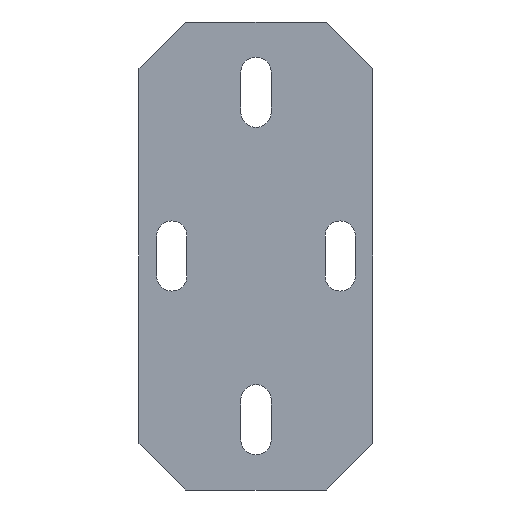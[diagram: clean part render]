
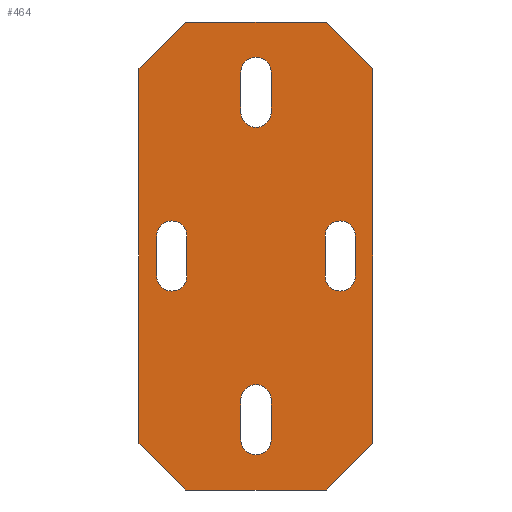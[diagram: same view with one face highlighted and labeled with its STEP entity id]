
A CAD part, front view. The second image highlights one B-rep face of the part: STEP entity #464.
In plain terms, the highlighted planar face has unit normal (0, -1, 0).
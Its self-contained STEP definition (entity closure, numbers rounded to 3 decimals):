
#1=DIRECTION('',(-0.707,0.,-0.707));
#2=VECTOR('',#1,28.284);
#3=CARTESIAN_POINT('',(-30.,0.,100.));
#4=LINE('',#3,#2);
#5=DIRECTION('',(-0.707,0.,0.707));
#6=VECTOR('',#5,28.284);
#7=CARTESIAN_POINT('',(50.,0.,80.));
#8=LINE('',#7,#6);
#9=DIRECTION('',(0.707,0.,0.707));
#10=VECTOR('',#9,28.284);
#11=CARTESIAN_POINT('',(30.,0.,-100.));
#12=LINE('',#11,#10);
#13=DIRECTION('',(0.707,0.,-0.707));
#14=VECTOR('',#13,28.284);
#15=CARTESIAN_POINT('',(-50.,0.,-80.));
#16=LINE('',#15,#14);
#17=DIRECTION('',(0.,0.,-1.));
#18=VECTOR('',#17,160.);
#19=CARTESIAN_POINT('',(-50.,0.,80.));
#20=LINE('',#19,#18);
#21=DIRECTION('',(0.,0.,-1.));
#22=VECTOR('',#21,17.);
#23=CARTESIAN_POINT('',(-6.5,0.,78.5));
#24=LINE('',#23,#22);
#25=CARTESIAN_POINT('',(0.,0.,61.5));
#26=DIRECTION('',(0.,1.,0.));
#27=DIRECTION('',(1.,0.,0.));
#28=AXIS2_PLACEMENT_3D('',#25,#26,#27);
#30=DIRECTION('',(0.,0.,1.));
#31=VECTOR('',#30,17.);
#32=CARTESIAN_POINT('',(6.5,0.,61.5));
#33=LINE('',#32,#31);
#34=CARTESIAN_POINT('',(0.,0.,78.5));
#35=DIRECTION('',(0.,1.,0.));
#36=DIRECTION('',(-1.,0.,0.));
#37=AXIS2_PLACEMENT_3D('',#34,#35,#36);
#39=DIRECTION('',(0.,0.,-1.));
#40=VECTOR('',#39,17.);
#41=CARTESIAN_POINT('',(29.5,0.,8.5));
#42=LINE('',#41,#40);
#43=CARTESIAN_POINT('',(36.,0.,-8.5));
#44=DIRECTION('',(0.,1.,0.));
#45=DIRECTION('',(1.,0.,0.));
#46=AXIS2_PLACEMENT_3D('',#43,#44,#45);
#48=DIRECTION('',(0.,0.,1.));
#49=VECTOR('',#48,17.);
#50=CARTESIAN_POINT('',(42.5,0.,-8.5));
#51=LINE('',#50,#49);
#52=CARTESIAN_POINT('',(36.,0.,8.5));
#53=DIRECTION('',(0.,1.,0.));
#54=DIRECTION('',(-1.,0.,0.));
#55=AXIS2_PLACEMENT_3D('',#52,#53,#54);
#57=CARTESIAN_POINT('',(-36.,0.,8.5));
#58=DIRECTION('',(0.,1.,0.));
#59=DIRECTION('',(-1.,0.,0.));
#60=AXIS2_PLACEMENT_3D('',#57,#58,#59);
#62=DIRECTION('',(0.,0.,-1.));
#63=VECTOR('',#62,17.);
#64=CARTESIAN_POINT('',(-42.5,0.,8.5));
#65=LINE('',#64,#63);
#66=CARTESIAN_POINT('',(-36.,0.,-8.5));
#67=DIRECTION('',(0.,1.,0.));
#68=DIRECTION('',(1.,0.,0.));
#69=AXIS2_PLACEMENT_3D('',#66,#67,#68);
#71=DIRECTION('',(0.,0.,1.));
#72=VECTOR('',#71,17.);
#73=CARTESIAN_POINT('',(-29.5,0.,-8.5));
#74=LINE('',#73,#72);
#75=CARTESIAN_POINT('',(0.,0.,-78.5));
#76=DIRECTION('',(0.,1.,0.));
#77=DIRECTION('',(1.,0.,0.));
#78=AXIS2_PLACEMENT_3D('',#75,#76,#77);
#80=DIRECTION('',(0.,0.,1.));
#81=VECTOR('',#80,17.);
#82=CARTESIAN_POINT('',(6.5,0.,-78.5));
#83=LINE('',#82,#81);
#84=CARTESIAN_POINT('',(0.,0.,-61.5));
#85=DIRECTION('',(0.,1.,0.));
#86=DIRECTION('',(-1.,0.,0.));
#87=AXIS2_PLACEMENT_3D('',#84,#85,#86);
#89=DIRECTION('',(0.,0.,-1.));
#90=VECTOR('',#89,17.);
#91=CARTESIAN_POINT('',(-6.5,0.,-61.5));
#92=LINE('',#91,#90);
#105=DIRECTION('',(1.,0.,0.));
#106=VECTOR('',#105,60.);
#107=CARTESIAN_POINT('',(-30.,0.,-100.));
#108=LINE('',#107,#106);
#129=DIRECTION('',(0.,0.,-1.));
#130=VECTOR('',#129,160.);
#131=CARTESIAN_POINT('',(50.,0.,80.));
#132=LINE('',#131,#130);
#145=DIRECTION('',(1.,0.,0.));
#146=VECTOR('',#145,60.);
#147=CARTESIAN_POINT('',(-30.,0.,100.));
#148=LINE('',#147,#146);
#305=CARTESIAN_POINT('',(-30.,0.,100.));
#306=CARTESIAN_POINT('',(-50.,0.,80.));
#307=VERTEX_POINT('',#305);
#308=VERTEX_POINT('',#306);
#313=CARTESIAN_POINT('',(50.,0.,80.));
#314=CARTESIAN_POINT('',(30.,0.,100.));
#315=VERTEX_POINT('',#313);
#316=VERTEX_POINT('',#314);
#321=CARTESIAN_POINT('',(-50.,0.,-80.));
#322=CARTESIAN_POINT('',(-30.,0.,-100.));
#323=VERTEX_POINT('',#321);
#324=VERTEX_POINT('',#322);
#329=CARTESIAN_POINT('',(30.,0.,-100.));
#330=CARTESIAN_POINT('',(50.,0.,-80.));
#331=VERTEX_POINT('',#329);
#332=VERTEX_POINT('',#330);
#337=CARTESIAN_POINT('',(-6.5,0.,78.5));
#338=CARTESIAN_POINT('',(-6.5,0.,61.5));
#339=VERTEX_POINT('',#337);
#340=VERTEX_POINT('',#338);
#341=CARTESIAN_POINT('',(6.5,0.,61.5));
#342=VERTEX_POINT('',#341);
#343=CARTESIAN_POINT('',(6.5,0.,78.5));
#344=VERTEX_POINT('',#343);
#345=CARTESIAN_POINT('',(29.5,0.,8.5));
#346=CARTESIAN_POINT('',(29.5,0.,-8.5));
#347=VERTEX_POINT('',#345);
#348=VERTEX_POINT('',#346);
#349=CARTESIAN_POINT('',(42.5,0.,-8.5));
#350=VERTEX_POINT('',#349);
#351=CARTESIAN_POINT('',(42.5,0.,8.5));
#352=VERTEX_POINT('',#351);
#353=CARTESIAN_POINT('',(-42.5,0.,8.5));
#354=CARTESIAN_POINT('',(-29.5,0.,8.5));
#355=VERTEX_POINT('',#353);
#356=VERTEX_POINT('',#354);
#357=CARTESIAN_POINT('',(-42.5,0.,-8.5));
#358=VERTEX_POINT('',#357);
#359=CARTESIAN_POINT('',(-29.5,0.,-8.5));
#360=VERTEX_POINT('',#359);
#361=CARTESIAN_POINT('',(6.5,0.,-78.5));
#362=CARTESIAN_POINT('',(-6.5,0.,-78.5));
#363=VERTEX_POINT('',#361);
#364=VERTEX_POINT('',#362);
#365=CARTESIAN_POINT('',(6.5,0.,-61.5));
#366=VERTEX_POINT('',#365);
#367=CARTESIAN_POINT('',(-6.5,0.,-61.5));
#368=VERTEX_POINT('',#367);
#401=CARTESIAN_POINT('',(-50.,0.,100.));
#402=DIRECTION('',(0.,-1.,0.));
#403=DIRECTION('',(1.,0.,0.));
#404=AXIS2_PLACEMENT_3D('',#401,#402,#403);
#405=PLANE('',#404);
#407=ORIENTED_EDGE('',*,*,#406,.F.);
#409=ORIENTED_EDGE('',*,*,#408,.T.);
#411=ORIENTED_EDGE('',*,*,#410,.F.);
#413=ORIENTED_EDGE('',*,*,#412,.T.);
#415=ORIENTED_EDGE('',*,*,#414,.F.);
#417=ORIENTED_EDGE('',*,*,#416,.F.);
#419=ORIENTED_EDGE('',*,*,#418,.F.);
#421=ORIENTED_EDGE('',*,*,#420,.F.);
#422=EDGE_LOOP('',(#407,#409,#411,#413,#415,#417,#419,#421));
#423=FACE_OUTER_BOUND('',#422,.F.);
#425=ORIENTED_EDGE('',*,*,#424,.T.);
#427=ORIENTED_EDGE('',*,*,#426,.F.);
#429=ORIENTED_EDGE('',*,*,#428,.T.);
#431=ORIENTED_EDGE('',*,*,#430,.F.);
#432=EDGE_LOOP('',(#425,#427,#429,#431));
#433=FACE_BOUND('',#432,.F.);
#435=ORIENTED_EDGE('',*,*,#434,.T.);
#437=ORIENTED_EDGE('',*,*,#436,.F.);
#439=ORIENTED_EDGE('',*,*,#438,.T.);
#441=ORIENTED_EDGE('',*,*,#440,.F.);
#442=EDGE_LOOP('',(#435,#437,#439,#441));
#443=FACE_BOUND('',#442,.F.);
#445=ORIENTED_EDGE('',*,*,#444,.F.);
#447=ORIENTED_EDGE('',*,*,#446,.T.);
#449=ORIENTED_EDGE('',*,*,#448,.F.);
#451=ORIENTED_EDGE('',*,*,#450,.T.);
#452=EDGE_LOOP('',(#445,#447,#449,#451));
#453=FACE_BOUND('',#452,.F.);
#455=ORIENTED_EDGE('',*,*,#454,.F.);
#457=ORIENTED_EDGE('',*,*,#456,.T.);
#459=ORIENTED_EDGE('',*,*,#458,.F.);
#461=ORIENTED_EDGE('',*,*,#460,.T.);
#462=EDGE_LOOP('',(#455,#457,#459,#461));
#463=FACE_BOUND('',#462,.F.);
#464=ADVANCED_FACE('',(#423,#433,#443,#453,#463),#405,.T.);
#29=CIRCLE('',#28,6.5);
#38=CIRCLE('',#37,6.5);
#47=CIRCLE('',#46,6.5);
#56=CIRCLE('',#55,6.5);
#61=CIRCLE('',#60,6.5);
#70=CIRCLE('',#69,6.5);
#79=CIRCLE('',#78,6.5);
#88=CIRCLE('',#87,6.5);
#406=EDGE_CURVE('',#307,#308,#4,.T.);
#408=EDGE_CURVE('',#307,#316,#148,.T.);
#410=EDGE_CURVE('',#315,#316,#8,.T.);
#412=EDGE_CURVE('',#315,#332,#132,.T.);
#414=EDGE_CURVE('',#331,#332,#12,.T.);
#416=EDGE_CURVE('',#324,#331,#108,.T.);
#418=EDGE_CURVE('',#323,#324,#16,.T.);
#420=EDGE_CURVE('',#308,#323,#20,.T.);
#424=EDGE_CURVE('',#339,#340,#24,.T.);
#426=EDGE_CURVE('',#342,#340,#29,.T.);
#428=EDGE_CURVE('',#342,#344,#33,.T.);
#430=EDGE_CURVE('',#339,#344,#38,.T.);
#434=EDGE_CURVE('',#347,#348,#42,.T.);
#436=EDGE_CURVE('',#350,#348,#47,.T.);
#438=EDGE_CURVE('',#350,#352,#51,.T.);
#440=EDGE_CURVE('',#347,#352,#56,.T.);
#444=EDGE_CURVE('',#355,#356,#61,.T.);
#446=EDGE_CURVE('',#355,#358,#65,.T.);
#448=EDGE_CURVE('',#360,#358,#70,.T.);
#450=EDGE_CURVE('',#360,#356,#74,.T.);
#454=EDGE_CURVE('',#363,#364,#79,.T.);
#456=EDGE_CURVE('',#363,#366,#83,.T.);
#458=EDGE_CURVE('',#368,#366,#88,.T.);
#460=EDGE_CURVE('',#368,#364,#92,.T.);
